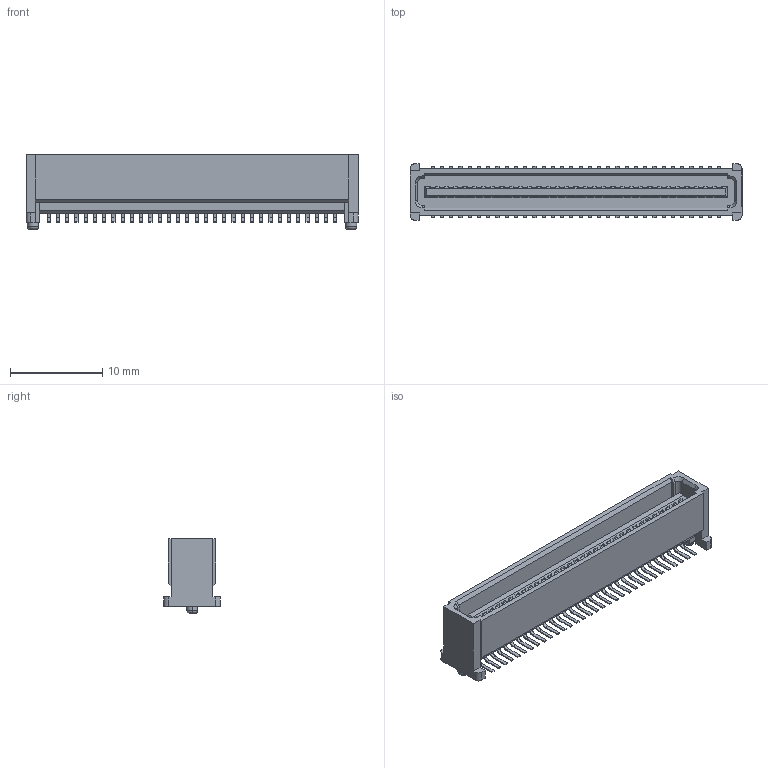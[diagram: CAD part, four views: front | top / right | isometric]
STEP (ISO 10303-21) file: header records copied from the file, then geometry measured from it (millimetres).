
FILE_DESCRIPTION (( 'STEP AP214' ), '1' );
FILE_NAME ('CONN-SMD_714361164-P1.00-LS-2X32P.step', '2022-08-08T02:10:08', ( '' ), ( '' ), 'SwSTEP 2.0', 'SolidWorks 2020', '' );
FILE_SCHEMA (( 'AUTOMOTIVE_DESIGN' ));
Length unit declared in the file: millimetre
Products named in the file (1): CONN-SMD_714361164-P1.00-LS-2X32P
Bounding box: 35.9 x 6.1 x 8.1 mm (x, y, z)
Volume: 589.6 mm3; surface area: 2182.6 mm2
Topology: 14 solids, 14 shells, 1932 faces, 5011 edges, 3118 vertices
Faces by surface type: plane 1544, cylinder 268, bspline 112, torus 4, cone 4
Entity records: 80394 total; most frequent: CARTESIAN_POINT 12166, ORIENTED_EDGE 10022, DIRECTION 8973, EDGE_CURVE 5011, VECTOR 4235, LINE 4235, VERTEX_POINT 3118, AXIS2_PLACEMENT_3D 2369
